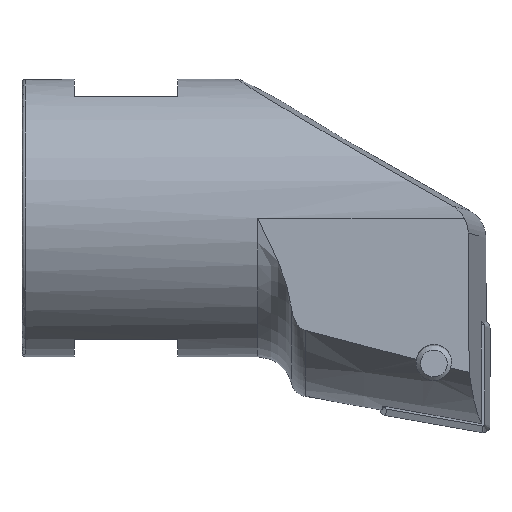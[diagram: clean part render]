
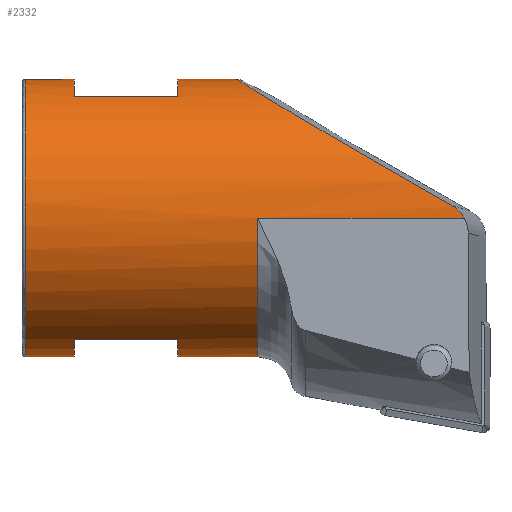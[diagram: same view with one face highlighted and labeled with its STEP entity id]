
A CAD part, front view. The second image highlights one B-rep face of the part: STEP entity #2332.
In plain terms, the highlighted cylindrical face has radius 8 mm (diameter 16 mm), a full revolution.
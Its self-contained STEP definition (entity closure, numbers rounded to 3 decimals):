
#9 = EDGE_CURVE ( 'NONE', #1207, #2646, #1089, .T. ) ;
#21 = VECTOR ( 'NONE', #1000, 1000. ) ;
#22 = CIRCLE ( 'NONE', #2693, 8. ) ;
#42 = CARTESIAN_POINT ( 'NONE',  ( -26.8, 0., 12.375 ) ) ;
#45 = EDGE_CURVE ( 'NONE', #1529, #3198, #1049, .T. ) ;
#83 = CARTESIAN_POINT ( 'NONE',  ( -28.597, -3.873, 19.375 ) ) ;
#94 =( BOUNDED_CURVE ( )  B_SPLINE_CURVE ( 3, ( #773, #252, #2036, #2277 ),
 .UNSPECIFIED., .F., .T. ) 
 B_SPLINE_CURVE_WITH_KNOTS ( ( 4, 4 ),
 ( 5.693, 7.732 ),
 .UNSPECIFIED. ) 
 CURVE ( )  GEOMETRIC_REPRESENTATION_ITEM ( )  RATIONAL_B_SPLINE_CURVE ( ( 1., 0.683, 0.683, 1. ) ) 
 REPRESENTATION_ITEM ( '' )  );
#148 = VERTEX_POINT ( 'NONE', #3010 ) ;
#190 = DIRECTION ( 'NONE',  ( -1., 0., 0. ) ) ;
#193 = ORIENTED_EDGE ( 'NONE', *, *, #2382, .F. ) ;
#216 = FACE_BOUND ( 'NONE', #791, .T. ) ;
#252 = CARTESIAN_POINT ( 'NONE',  ( -18.648, -1.441, 22.68 ) ) ;
#268 = EDGE_CURVE ( 'NONE', #1385, #148, #1007, .T. ) ;
#283 = DIRECTION ( 'NONE',  ( -1., 0., 0. ) ) ;
#338 = ORIENTED_EDGE ( 'NONE', *, *, #9, .F. ) ;
#369 = CARTESIAN_POINT ( 'NONE',  ( -12.142, 4.214, 19.175 ) ) ;
#439 = CARTESIAN_POINT ( 'NONE',  ( -13.4, 5.017, 6.144 ) ) ;
#449 = CARTESIAN_POINT ( 'NONE',  ( -23.678, -8., 12.375 ) ) ;
#480 = CARTESIAN_POINT ( 'NONE',  ( -24., 3.873, 19.375 ) ) ;
#487 = DIRECTION ( 'NONE',  ( -1., 0., 0. ) ) ;
#488 = CARTESIAN_POINT ( 'NONE',  ( -24., 0., 12.375 ) ) ;
#508 = CIRCLE ( 'NONE', #2724, 8. ) ;
#517 = DIRECTION ( 'NONE',  ( 0., 0., 1. ) ) ;
#552 = VERTEX_POINT ( 'NONE', #439 ) ;
#558 = AXIS2_PLACEMENT_3D ( 'NONE', #2038, #3009, #1798 ) ;
#625 = CARTESIAN_POINT ( 'NONE',  ( -1.482, -8., 12.375 ) ) ;
#693 =( BOUNDED_CURVE ( )  B_SPLINE_CURVE ( 3, ( #1123, #1160, #2945, #2148 ),
 .UNSPECIFIED., .F., .T. ) 
 B_SPLINE_CURVE_WITH_KNOTS ( ( 4, 4 ),
 ( 5.232, 7.141 ),
 .UNSPECIFIED. ) 
 CURVE ( )  GEOMETRIC_REPRESENTATION_ITEM ( )  RATIONAL_B_SPLINE_CURVE ( ( 1., 0.719, 0.719, 1. ) ) 
 REPRESENTATION_ITEM ( '' )  );
#705 = CARTESIAN_POINT ( 'NONE',  ( -24., -3.873, 19.375 ) ) ;
#722 = DIRECTION ( 'NONE',  ( 0., 0., -1. ) ) ;
#726 = DIRECTION ( 'NONE',  ( -1., 0., 0. ) ) ;
#737 = CYLINDRICAL_SURFACE ( 'NONE', #2856, 8. ) ;
#756 = VERTEX_POINT ( 'NONE', #369 ) ;
#758 = CARTESIAN_POINT ( 'NONE',  ( -28.597, 3.873, 19.375 ) ) ;
#773 = CARTESIAN_POINT ( 'NONE',  ( -12.142, 4.214, 19.175 ) ) ;
#780 = FACE_OUTER_BOUND ( 'NONE', #2459, .T. ) ;
#791 = EDGE_LOOP ( 'NONE', ( #2526, #3168, #1505, #2582 ) ) ;
#803 = VERTEX_POINT ( 'NONE', #1677 ) ;
#847 = CARTESIAN_POINT ( 'NONE',  ( -2.025, -7.977, 12.989 ) ) ;
#858 = DIRECTION ( 'NONE',  ( 1., 0., 0. ) ) ;
#896 = VERTEX_POINT ( 'NONE', #2400 ) ;
#945 = DIRECTION ( 'NONE',  ( 1., 0., 0. ) ) ;
#967 = FACE_OUTER_BOUND ( 'NONE', #2881, .T. ) ;
#982 = AXIS2_PLACEMENT_3D ( 'NONE', #1814, #283, #2071 ) ;
#1000 = DIRECTION ( 'NONE',  ( -1., 0., 0. ) ) ;
#1007 = LINE ( 'NONE', #83, #1125 ) ;
#1034 = EDGE_CURVE ( 'NONE', #148, #1207, #22, .T. ) ;
#1049 = LINE ( 'NONE', #449, #2996 ) ;
#1069 = CARTESIAN_POINT ( 'NONE',  ( -18., 3.873, 5.375 ) ) ;
#1070 = EDGE_CURVE ( 'NONE', #2646, #1385, #2530, .T. ) ;
#1076 = DIRECTION ( 'NONE',  ( 1., 0., 0. ) ) ;
#1089 = LINE ( 'NONE', #758, #2911 ) ;
#1119 = CARTESIAN_POINT ( 'NONE',  ( -2.169, -7.97, 13.072 ) ) ;
#1123 = CARTESIAN_POINT ( 'NONE',  ( -12.142, 4.214, 19.175 ) ) ;
#1125 = VECTOR ( 'NONE', #858, 1000. ) ;
#1160 = CARTESIAN_POINT ( 'NONE',  ( -17.397, 9.361, 15.985 ) ) ;
#1207 = VERTEX_POINT ( 'NONE', #3081 ) ;
#1289 = ORIENTED_EDGE ( 'NONE', *, *, #45, .F. ) ;
#1355 = CARTESIAN_POINT ( 'NONE',  ( -1.892, -7.984, 12.887 ) ) ;
#1359 = CARTESIAN_POINT ( 'NONE',  ( -26.8, 0., 4.375 ) ) ;
#1370 = LINE ( 'NONE', #1796, #21 ) ;
#1385 = VERTEX_POINT ( 'NONE', #705 ) ;
#1386 = AXIS2_PLACEMENT_3D ( 'NONE', #488, #3064, #517 ) ;
#1505 = ORIENTED_EDGE ( 'NONE', *, *, #3116, .T. ) ;
#1529 = VERTEX_POINT ( 'NONE', #2106 ) ;
#1536 = ORIENTED_EDGE ( 'NONE', *, *, #2822, .T. ) ;
#1537 = DIRECTION ( 'NONE',  ( 0., 0., 1. ) ) ;
#1540 = EDGE_LOOP ( 'NONE', ( #2690, #2024, #2792, #338 ) ) ;
#1582 = DIRECTION ( 'NONE',  ( 0., 0., -1. ) ) ;
#1626 = VERTEX_POINT ( 'NONE', #2180 ) ;
#1644 = ORIENTED_EDGE ( 'NONE', *, *, #2480, .T. ) ;
#1646 = EDGE_CURVE ( 'NONE', #756, #552, #693, .T. ) ;
#1677 = CARTESIAN_POINT ( 'NONE',  ( -24., 3.873, 5.375 ) ) ;
#1697 = EDGE_CURVE ( 'NONE', #1744, #1925, #508, .T. ) ;
#1722 = DIRECTION ( 'NONE',  ( 1., 0., 0. ) ) ;
#1723 = CARTESIAN_POINT ( 'NONE',  ( -18., 0., 12.375 ) ) ;
#1744 = VERTEX_POINT ( 'NONE', #1949 ) ;
#1796 = CARTESIAN_POINT ( 'NONE',  ( -28.597, 3.873, 5.375 ) ) ;
#1798 = DIRECTION ( 'NONE',  ( 0., 0., -1. ) ) ;
#1814 = CARTESIAN_POINT ( 'NONE',  ( -13.4, 0., 12.375 ) ) ;
#1851 = CARTESIAN_POINT ( 'NONE',  ( -1.562, -8., 12.521 ) ) ;
#1909 = VERTEX_POINT ( 'NONE', #1359 ) ;
#1925 = VERTEX_POINT ( 'NONE', #1069 ) ;
#1949 = CARTESIAN_POINT ( 'NONE',  ( -18., -3.873, 5.375 ) ) ;
#1962 = DIRECTION ( 'NONE',  ( 0., 0., 1. ) ) ;
#2008 = FACE_BOUND ( 'NONE', #1540, .T. ) ;
#2024 = ORIENTED_EDGE ( 'NONE', *, *, #268, .F. ) ;
#2035 = EDGE_CURVE ( 'NONE', #1529, #1626, #2806, .T. ) ;
#2036 = CARTESIAN_POINT ( 'NONE',  ( -13.778, -7.39, 19.7 ) ) ;
#2038 = CARTESIAN_POINT ( 'NONE',  ( -24., 0., 12.375 ) ) ;
#2071 = DIRECTION ( 'NONE',  ( 0., 0., 1. ) ) ;
#2106 = CARTESIAN_POINT ( 'NONE',  ( -1.482, -8., 12.375 ) ) ;
#2148 = CARTESIAN_POINT ( 'NONE',  ( -13.4, 5.017, 6.144 ) ) ;
#2180 = CARTESIAN_POINT ( 'NONE',  ( -2.169, -7.97, 13.072 ) ) ;
#2277 = CARTESIAN_POINT ( 'NONE',  ( -2.169, -7.97, 13.072 ) ) ;
#2290 = EDGE_CURVE ( 'NONE', #896, #1744, #2997, .T. ) ;
#2294 = CIRCLE ( 'NONE', #1386, 8. ) ;
#2332 = ADVANCED_FACE ( 'NONE', ( #2008, #967, #216, #780 ), #737, .T. ) ;
#2335 = VECTOR ( 'NONE', #1722, 1000. ) ;
#2382 = EDGE_CURVE ( 'NONE', #756, #1626, #94, .T. ) ;
#2400 = CARTESIAN_POINT ( 'NONE',  ( -24., -3.873, 5.375 ) ) ;
#2445 = CIRCLE ( 'NONE', #2782, 8. ) ;
#2459 = EDGE_LOOP ( 'NONE', ( #1644, #1289, #2965, #193, #2726 ) ) ;
#2480 = EDGE_CURVE ( 'NONE', #552, #3198, #3131, .T. ) ;
#2526 = ORIENTED_EDGE ( 'NONE', *, *, #2290, .T. ) ;
#2530 = CIRCLE ( 'NONE', #558, 8. ) ;
#2582 = ORIENTED_EDGE ( 'NONE', *, *, #2667, .T. ) ;
#2646 = VERTEX_POINT ( 'NONE', #480 ) ;
#2667 = EDGE_CURVE ( 'NONE', #803, #896, #2294, .T. ) ;
#2690 = ORIENTED_EDGE ( 'NONE', *, *, #1034, .F. ) ;
#2693 = AXIS2_PLACEMENT_3D ( 'NONE', #1723, #190, #1962 ) ;
#2724 = AXIS2_PLACEMENT_3D ( 'NONE', #3235, #945, #722 ) ;
#2726 = ORIENTED_EDGE ( 'NONE', *, *, #1646, .T. ) ;
#2782 = AXIS2_PLACEMENT_3D ( 'NONE', #42, #1076, #1582 ) ;
#2783 = DIRECTION ( 'NONE',  ( -1., 0., 0. ) ) ;
#2792 = ORIENTED_EDGE ( 'NONE', *, *, #1070, .F. ) ;
#2806 = B_SPLINE_CURVE_WITH_KNOTS ( 'NONE', 3,
 ( #625, #1851, #2894, #1355, #847, #1119 ),
 .UNSPECIFIED., .F., .F.,
 ( 4, 2, 4 ),
 ( 0., 0., 0.001 ),
 .UNSPECIFIED. ) ;
#2808 = CARTESIAN_POINT ( 'NONE',  ( -13.4, -8., 12.375 ) ) ;
#2822 = EDGE_CURVE ( 'NONE', #1909, #1909, #2445, .T. ) ;
#2856 = AXIS2_PLACEMENT_3D ( 'NONE', #3021, #487, #1537 ) ;
#2881 = EDGE_LOOP ( 'NONE', ( #1536 ) ) ;
#2894 = CARTESIAN_POINT ( 'NONE',  ( -1.661, -7.996, 12.652 ) ) ;
#2911 = VECTOR ( 'NONE', #2783, 1000. ) ;
#2945 = CARTESIAN_POINT ( 'NONE',  ( -17.981, 9.734, 9.942 ) ) ;
#2965 = ORIENTED_EDGE ( 'NONE', *, *, #2035, .T. ) ;
#2996 = VECTOR ( 'NONE', #726, 1000. ) ;
#2997 = LINE ( 'NONE', #3229, #2335 ) ;
#3009 = DIRECTION ( 'NONE',  ( 1., 0., 0. ) ) ;
#3010 = CARTESIAN_POINT ( 'NONE',  ( -18., -3.873, 19.375 ) ) ;
#3021 = CARTESIAN_POINT ( 'NONE',  ( -28.597, 0., 12.375 ) ) ;
#3064 = DIRECTION ( 'NONE',  ( -1., 0., 0. ) ) ;
#3081 = CARTESIAN_POINT ( 'NONE',  ( -18., 3.873, 19.375 ) ) ;
#3116 = EDGE_CURVE ( 'NONE', #1925, #803, #1370, .T. ) ;
#3131 = CIRCLE ( 'NONE', #982, 8. ) ;
#3168 = ORIENTED_EDGE ( 'NONE', *, *, #1697, .T. ) ;
#3198 = VERTEX_POINT ( 'NONE', #2808 ) ;
#3229 = CARTESIAN_POINT ( 'NONE',  ( -28.597, -3.873, 5.375 ) ) ;
#3235 = CARTESIAN_POINT ( 'NONE',  ( -18., 0., 12.375 ) ) ;
